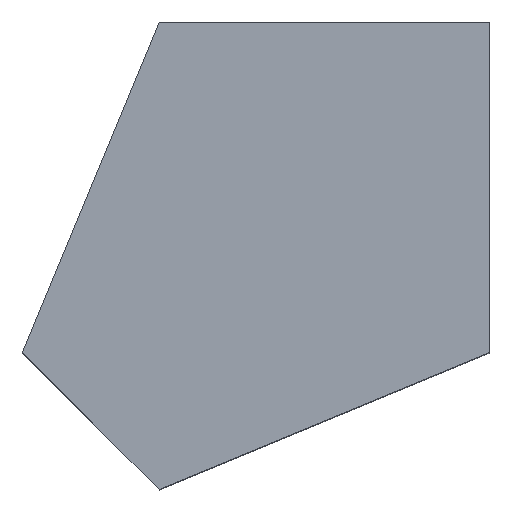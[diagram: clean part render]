
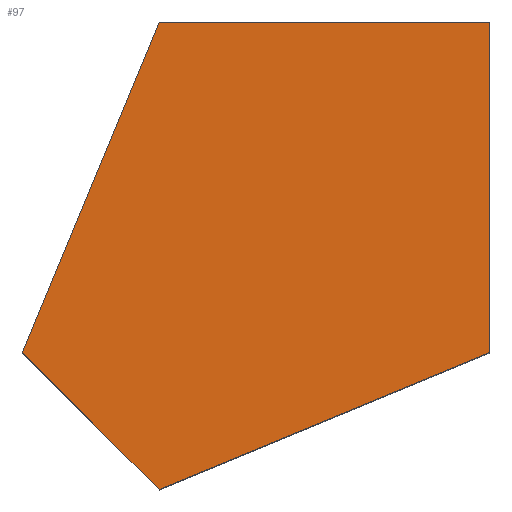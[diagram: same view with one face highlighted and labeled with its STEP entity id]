
A CAD part, top view. The second image highlights one B-rep face of the part: STEP entity #97.
In plain terms, the highlighted planar face has unit normal (0, 0, 1).
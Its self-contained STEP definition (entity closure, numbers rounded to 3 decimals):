
#10 = CARTESIAN_POINT ( 'NONE',  ( 16.625, 16.247, 20. ) ) ;
#19 = CARTESIAN_POINT ( 'NONE',  ( -3.375, 16.247, 20. ) ) ;
#28 = EDGE_CURVE ( 'NONE', #71, #133, #235, .T. ) ;
#50 = VECTOR ( 'NONE', #143, 1000. ) ;
#56 = CARTESIAN_POINT ( 'NONE',  ( 16.625, 16.247, 20. ) ) ;
#57 = VECTOR ( 'NONE', #322, 1000. ) ;
#65 = EDGE_CURVE ( 'NONE', #342, #156, #166, .T. ) ;
#71 = VERTEX_POINT ( 'NONE', #335 ) ;
#85 = DIRECTION ( 'NONE',  ( 0., 0., 1. ) ) ;
#90 = PLANE ( 'NONE',  #158 ) ;
#97 = ADVANCED_FACE ( 'NONE', ( #259 ), #90, .T. ) ;
#98 = VECTOR ( 'NONE', #245, 1000. ) ;
#102 = ORIENTED_EDGE ( 'NONE', *, *, #138, .T. ) ;
#117 = DIRECTION ( 'NONE',  ( -0.383, -0.924, 0. ) ) ;
#124 = DIRECTION ( 'NONE',  ( -1., 0., 0. ) ) ;
#125 = CARTESIAN_POINT ( 'NONE',  ( -3.377, -12.038, 20. ) ) ;
#128 = LINE ( 'NONE', #303, #50 ) ;
#129 = ORIENTED_EDGE ( 'NONE', *, *, #28, .T. ) ;
#133 = VERTEX_POINT ( 'NONE', #147 ) ;
#138 = EDGE_CURVE ( 'NONE', #133, #337, #287, .T. ) ;
#143 = DIRECTION ( 'NONE',  ( 0., 1., 0. ) ) ;
#147 = CARTESIAN_POINT ( 'NONE',  ( -3.377, -12.038, 20. ) ) ;
#149 = ORIENTED_EDGE ( 'NONE', *, *, #273, .T. ) ;
#156 = VERTEX_POINT ( 'NONE', #19 ) ;
#158 = AXIS2_PLACEMENT_3D ( 'NONE', #329, #85, #280 ) ;
#166 = LINE ( 'NONE', #10, #306 ) ;
#186 = EDGE_LOOP ( 'NONE', ( #102, #211, #323, #149, #129 ) ) ;
#211 = ORIENTED_EDGE ( 'NONE', *, *, #309, .T. ) ;
#235 = LINE ( 'NONE', #295, #57 ) ;
#243 = CARTESIAN_POINT ( 'NONE',  ( -3.375, 16.247, 20. ) ) ;
#245 = DIRECTION ( 'NONE',  ( 0.924, 0.383, 0. ) ) ;
#250 = LINE ( 'NONE', #243, #255 ) ;
#255 = VECTOR ( 'NONE', #117, 1000. ) ;
#259 = FACE_OUTER_BOUND ( 'NONE', #186, .T. ) ;
#273 = EDGE_CURVE ( 'NONE', #156, #71, #250, .T. ) ;
#280 = DIRECTION ( 'NONE',  ( 1., 0., 0. ) ) ;
#287 = LINE ( 'NONE', #125, #98 ) ;
#295 = CARTESIAN_POINT ( 'NONE',  ( -3.377, -12.038, 20. ) ) ;
#299 = CARTESIAN_POINT ( 'NONE',  ( 16.625, -3.753, 20. ) ) ;
#303 = CARTESIAN_POINT ( 'NONE',  ( 16.625, -3.753, 20. ) ) ;
#306 = VECTOR ( 'NONE', #124, 1000. ) ;
#309 = EDGE_CURVE ( 'NONE', #337, #342, #128, .T. ) ;
#322 = DIRECTION ( 'NONE',  ( 0.707, -0.707, 0. ) ) ;
#323 = ORIENTED_EDGE ( 'NONE', *, *, #65, .T. ) ;
#329 = CARTESIAN_POINT ( 'NONE',  ( 0., 0., 20. ) ) ;
#335 = CARTESIAN_POINT ( 'NONE',  ( -11.66, -3.755, 20. ) ) ;
#337 = VERTEX_POINT ( 'NONE', #299 ) ;
#342 = VERTEX_POINT ( 'NONE', #56 ) ;
